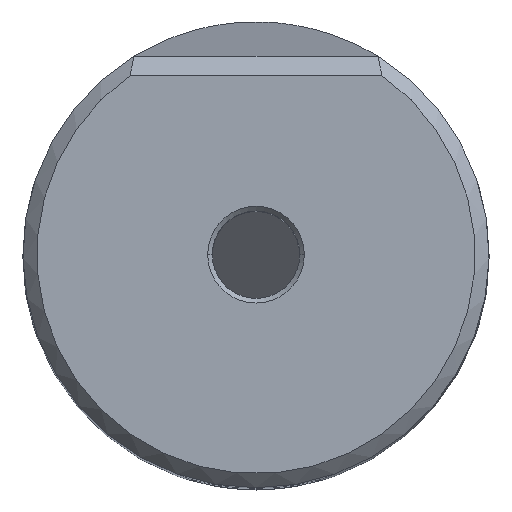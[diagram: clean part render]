
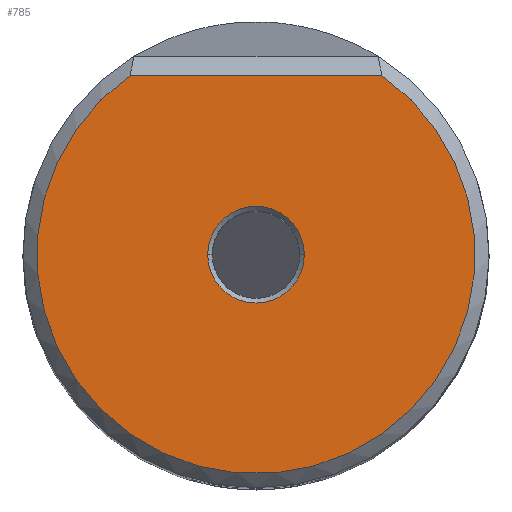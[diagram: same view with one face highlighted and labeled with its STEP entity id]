
A CAD part, top view. The second image highlights one B-rep face of the part: STEP entity #785.
In plain terms, the highlighted planar face has unit normal (0, 0, 1).
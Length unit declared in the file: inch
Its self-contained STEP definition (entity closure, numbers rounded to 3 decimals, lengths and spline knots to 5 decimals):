
#16 = DIRECTION ( 'NONE',  ( 0., -1., 0. ) ) ;
#34 = DIRECTION ( 'NONE',  ( 0., 0., -1. ) ) ;
#100 = FACE_OUTER_BOUND ( 'NONE', #435, .T. ) ;
#127 = DIRECTION ( 'NONE',  ( 0., 0., -1. ) ) ;
#135 = CARTESIAN_POINT ( 'NONE',  ( 0.10375, 0., 0. ) ) ;
#151 = FACE_BOUND ( 'NONE', #494, .T. ) ;
#152 = DIRECTION ( 'NONE',  ( -1., 0., 0. ) ) ;
#158 = CARTESIAN_POINT ( 'NONE',  ( 0., 0., 0. ) ) ;
#181 = CIRCLE ( 'NONE', #445, 0.10375 ) ;
#194 = VECTOR ( 'NONE', #152, 39.37008 ) ;
#201 = ORIENTED_EDGE ( 'NONE', *, *, #417, .T. ) ;
#218 = DIRECTION ( 'NONE',  ( 0., -1., 0. ) ) ;
#252 = ORIENTED_EDGE ( 'NONE', *, *, #481, .T. ) ;
#254 = DIRECTION ( 'NONE',  ( 0., -1., 0. ) ) ;
#282 = AXIS2_PLACEMENT_3D ( 'NONE', #381, #127, #254 ) ;
#315 = EDGE_CURVE ( 'NONE', #539, #425, #572, .T. ) ;
#339 = DIRECTION ( 'NONE',  ( 0., 0., 1. ) ) ;
#364 = CARTESIAN_POINT ( 'NONE',  ( 0.26999, 0.38472, 0. ) ) ;
#381 = CARTESIAN_POINT ( 'NONE',  ( 0., 0., 0. ) ) ;
#403 = CARTESIAN_POINT ( 'NONE',  ( -0.10375, 0., 0. ) ) ;
#417 = EDGE_CURVE ( 'NONE', #783, #439, #181, .T. ) ;
#425 = VERTEX_POINT ( 'NONE', #364 ) ;
#435 = EDGE_LOOP ( 'NONE', ( #476, #252 ) ) ;
#439 = VERTEX_POINT ( 'NONE', #403 ) ;
#445 = AXIS2_PLACEMENT_3D ( 'NONE', #158, #34, #218 ) ;
#476 = ORIENTED_EDGE ( 'NONE', *, *, #315, .T. ) ;
#481 = EDGE_CURVE ( 'NONE', #425, #539, #790, .T. ) ;
#492 = ORIENTED_EDGE ( 'NONE', *, *, #652, .T. ) ;
#494 = EDGE_LOOP ( 'NONE', ( #201, #492 ) ) ;
#536 = DIRECTION ( 'NONE',  ( 0., 0., 1. ) ) ;
#539 = VERTEX_POINT ( 'NONE', #675 ) ;
#544 = CARTESIAN_POINT ( 'NONE',  ( 0., 0., 0. ) ) ;
#572 = CIRCLE ( 'NONE', #789, 0.47 ) ;
#597 = PLANE ( 'NONE',  #778 ) ;
#637 = CIRCLE ( 'NONE', #282, 0.10375 ) ;
#652 = EDGE_CURVE ( 'NONE', #439, #783, #637, .T. ) ;
#669 = CARTESIAN_POINT ( 'NONE',  ( 0., 0., 0. ) ) ;
#675 = CARTESIAN_POINT ( 'NONE',  ( -0.26999, 0.38472, 0. ) ) ;
#737 = DIRECTION ( 'NONE',  ( 0., -1., 0. ) ) ;
#771 = CARTESIAN_POINT ( 'NONE',  ( 0., 0.38472, 0. ) ) ;
#778 = AXIS2_PLACEMENT_3D ( 'NONE', #544, #536, #16 ) ;
#783 = VERTEX_POINT ( 'NONE', #135 ) ;
#785 = ADVANCED_FACE ( 'NONE', ( #151, #100 ), #597, .T. ) ;
#789 = AXIS2_PLACEMENT_3D ( 'NONE', #669, #339, #737 ) ;
#790 = LINE ( 'NONE', #771, #194 ) ;
